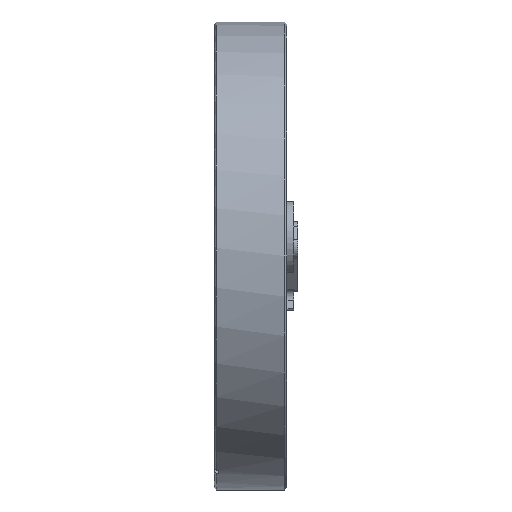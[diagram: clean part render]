
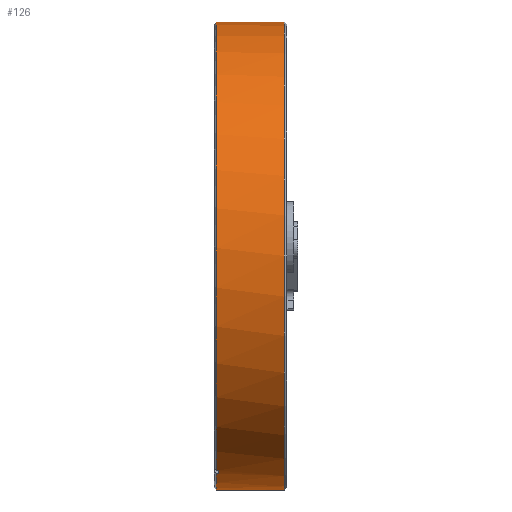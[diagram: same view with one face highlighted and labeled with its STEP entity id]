
A CAD part, left-side view. The second image highlights one B-rep face of the part: STEP entity #126.
In plain terms, the highlighted cylindrical face has radius 56.75 mm (diameter 113.5 mm), a partial arc.
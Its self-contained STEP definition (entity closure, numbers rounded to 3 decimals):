
#126 = ADVANCED_FACE ( 'NONE', ( #8906 ), #2409, .T. ) ;
#212 = DIRECTION ( 'NONE',  ( 0., -1., 0. ) ) ;
#334 = AXIS2_PLACEMENT_3D ( 'NONE', #6620, #3005, #11133 ) ;
#426 = VERTEX_POINT ( 'NONE', #11304 ) ;
#427 = EDGE_CURVE ( 'NONE', #8951, #9121, #5544, .T. ) ;
#636 = VERTEX_POINT ( 'NONE', #1114 ) ;
#1098 = VECTOR ( 'NONE', #6223, 1000. ) ;
#1114 = CARTESIAN_POINT ( 'NONE',  ( -20.79, -0.5, -52.805 ) ) ;
#1212 = ORIENTED_EDGE ( 'NONE', *, *, #9385, .T. ) ;
#1266 = EDGE_CURVE ( 'NONE', #636, #8963, #11862, .T. ) ;
#1404 = VECTOR ( 'NONE', #9976, 1000. ) ;
#1478 = AXIS2_PLACEMENT_3D ( 'NONE', #9327, #6755, #10474 ) ;
#1537 = CARTESIAN_POINT ( 'NONE',  ( -22.638, -0.5, -52.039 ) ) ;
#1990 = ORIENTED_EDGE ( 'NONE', *, *, #1266, .F. ) ;
#2145 = CARTESIAN_POINT ( 'NONE',  ( 0., -0.5, 56.75 ) ) ;
#2385 = CARTESIAN_POINT ( 'NONE',  ( 0., -24.574, 56.75 ) ) ;
#2409 = CYLINDRICAL_SURFACE ( 'NONE', #5459, 56.75 ) ;
#2657 = CIRCLE ( 'NONE', #5135, 56.75 ) ;
#2775 = CARTESIAN_POINT ( 'NONE',  ( -20.79, -24.574, -52.805 ) ) ;
#2849 = ORIENTED_EDGE ( 'NONE', *, *, #6472, .F. ) ;
#2936 = EDGE_CURVE ( 'NONE', #426, #4357, #5399, .T. ) ;
#3005 = DIRECTION ( 'NONE',  ( 0., -1., 0. ) ) ;
#3218 = EDGE_CURVE ( 'NONE', #636, #426, #5747, .T. ) ;
#3520 = CARTESIAN_POINT ( 'NONE',  ( -22.638, -1., -52.039 ) ) ;
#3625 = AXIS2_PLACEMENT_3D ( 'NONE', #11623, #5314, #6997 ) ;
#3647 = CARTESIAN_POINT ( 'NONE',  ( 0., -1., 0. ) ) ;
#4136 = LINE ( 'NONE', #11471, #7270 ) ;
#4334 = LINE ( 'NONE', #2385, #1404 ) ;
#4357 = VERTEX_POINT ( 'NONE', #10376 ) ;
#4493 = CARTESIAN_POINT ( 'NONE',  ( 0., -24.574, -56.75 ) ) ;
#5078 = DIRECTION ( 'NONE',  ( 0., -1., 0. ) ) ;
#5135 = AXIS2_PLACEMENT_3D ( 'NONE', #3647, #212, #11274 ) ;
#5314 = DIRECTION ( 'NONE',  ( 0., -1., 0. ) ) ;
#5399 = LINE ( 'NONE', #4493, #8489 ) ;
#5404 = ORIENTED_EDGE ( 'NONE', *, *, #8177, .T. ) ;
#5459 = AXIS2_PLACEMENT_3D ( 'NONE', #6817, #5078, #8776 ) ;
#5544 = CIRCLE ( 'NONE', #334, 56.75 ) ;
#5745 = ORIENTED_EDGE ( 'NONE', *, *, #3218, .T. ) ;
#5747 = CIRCLE ( 'NONE', #3625, 56.75 ) ;
#5905 = ORIENTED_EDGE ( 'NONE', *, *, #8938, .T. ) ;
#6216 = EDGE_LOOP ( 'NONE', ( #2849, #11278, #5905, #1212, #1990, #5745, #8055, #5404 ) ) ;
#6223 = DIRECTION ( 'NONE',  ( 0., -1., 0. ) ) ;
#6472 = EDGE_CURVE ( 'NONE', #8951, #11948, #4334, .T. ) ;
#6620 = CARTESIAN_POINT ( 'NONE',  ( 0., -0.5, 0. ) ) ;
#6755 = DIRECTION ( 'NONE',  ( 0., 1., 0. ) ) ;
#6817 = CARTESIAN_POINT ( 'NONE',  ( 0., -24.574, 0. ) ) ;
#6908 = CARTESIAN_POINT ( 'NONE',  ( -20.79, -1., -52.805 ) ) ;
#6997 = DIRECTION ( 'NONE',  ( 0., 0., -1. ) ) ;
#7270 = VECTOR ( 'NONE', #7890, 1000. ) ;
#7890 = DIRECTION ( 'NONE',  ( 0., -1., 0. ) ) ;
#8055 = ORIENTED_EDGE ( 'NONE', *, *, #2936, .T. ) ;
#8177 = EDGE_CURVE ( 'NONE', #4357, #11948, #11541, .T. ) ;
#8364 = DIRECTION ( 'NONE',  ( 0., -1., 0. ) ) ;
#8489 = VECTOR ( 'NONE', #8364, 1000. ) ;
#8776 = DIRECTION ( 'NONE',  ( 0., 0., -1. ) ) ;
#8906 = FACE_OUTER_BOUND ( 'NONE', #6216, .T. ) ;
#8938 = EDGE_CURVE ( 'NONE', #9121, #10083, #4136, .T. ) ;
#8951 = VERTEX_POINT ( 'NONE', #2145 ) ;
#8963 = VERTEX_POINT ( 'NONE', #6908 ) ;
#9121 = VERTEX_POINT ( 'NONE', #1537 ) ;
#9327 = CARTESIAN_POINT ( 'NONE',  ( 0., -17., 0. ) ) ;
#9385 = EDGE_CURVE ( 'NONE', #10083, #8963, #2657, .T. ) ;
#9976 = DIRECTION ( 'NONE',  ( 0., -1., 0. ) ) ;
#10083 = VERTEX_POINT ( 'NONE', #3520 ) ;
#10098 = CARTESIAN_POINT ( 'NONE',  ( 0., -17., 56.75 ) ) ;
#10376 = CARTESIAN_POINT ( 'NONE',  ( 0., -17., -56.75 ) ) ;
#10474 = DIRECTION ( 'NONE',  ( 0., 0., 1. ) ) ;
#11133 = DIRECTION ( 'NONE',  ( 0., 0., -1. ) ) ;
#11274 = DIRECTION ( 'NONE',  ( 0., 0., -1. ) ) ;
#11278 = ORIENTED_EDGE ( 'NONE', *, *, #427, .T. ) ;
#11304 = CARTESIAN_POINT ( 'NONE',  ( 0., -0.5, -56.75 ) ) ;
#11471 = CARTESIAN_POINT ( 'NONE',  ( -22.638, -24.574, -52.039 ) ) ;
#11541 = CIRCLE ( 'NONE', #1478, 56.75 ) ;
#11623 = CARTESIAN_POINT ( 'NONE',  ( 0., -0.5, 0. ) ) ;
#11862 = LINE ( 'NONE', #2775, #1098 ) ;
#11948 = VERTEX_POINT ( 'NONE', #10098 ) ;
